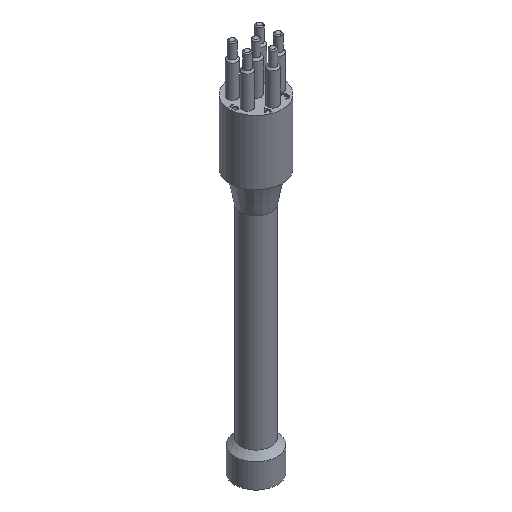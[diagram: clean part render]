
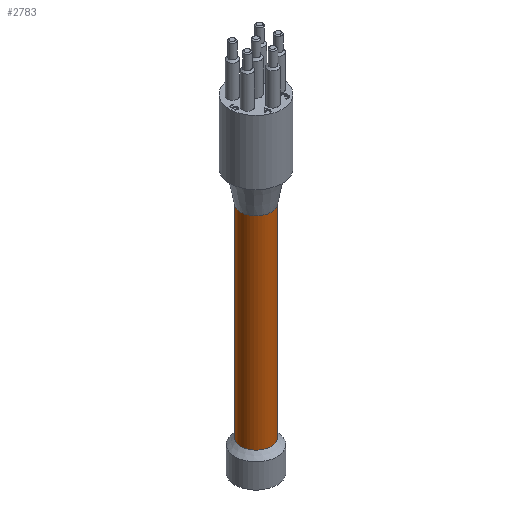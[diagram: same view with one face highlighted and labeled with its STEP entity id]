
A CAD part, isometric view. The second image highlights one B-rep face of the part: STEP entity #2783.
In plain terms, the highlighted cylindrical face has radius 4.5 mm (diameter 9 mm), a full revolution.
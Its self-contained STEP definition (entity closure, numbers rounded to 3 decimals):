
#25=CYLINDRICAL_SURFACE($,#2913,4.5);
#73=CIRCLE($,#2909,4.5);
#75=CIRCLE($,#2914,4.5);
#121=FACE_BOUND($,#534,.T.);
#338=FACE_OUTER_BOUND($,#533,.T.);
#533=EDGE_LOOP($,(#2419));
#534=EDGE_LOOP($,(#2420));
#1328=VERTEX_POINT($,#4970);
#1330=VERTEX_POINT($,#4977);
#1695=EDGE_CURVE($,#1328,#1328,#73,.T.);
#1697=EDGE_CURVE($,#1330,#1330,#75,.T.);
#2419=ORIENTED_EDGE($,*,*,#1695,.T.);
#2420=ORIENTED_EDGE($,*,*,#1697,.F.);
#2783=ADVANCED_FACE($,(#338,#121),#25,.T.);
#2909=AXIS2_PLACEMENT_3D($,#4971,#3363,#3364);
#2913=AXIS2_PLACEMENT_3D($,#4976,#3371,#3372);
#2914=AXIS2_PLACEMENT_3D($,#4978,#3373,#3374);
#3363=DIRECTION('center_axis',(0.,0.,1.));
#3364=DIRECTION('ref_axis',(1.,0.,0.));
#3371=DIRECTION('center_axis',(0.,0.,-1.));
#3372=DIRECTION('ref_axis',(1.,0.,0.));
#3373=DIRECTION('center_axis',(0.,0.,1.));
#3374=DIRECTION('ref_axis',(1.,0.,0.));
#4970=CARTESIAN_POINT('',(-4.5,0.,-69.));
#4971=CARTESIAN_POINT('Origin',(0.,0.,-69.));
#4976=CARTESIAN_POINT('Origin',(0.,0.,-9.));
#4977=CARTESIAN_POINT('',(4.5,0.,-9.));
#4978=CARTESIAN_POINT('Origin',(0.,0.,-9.));
